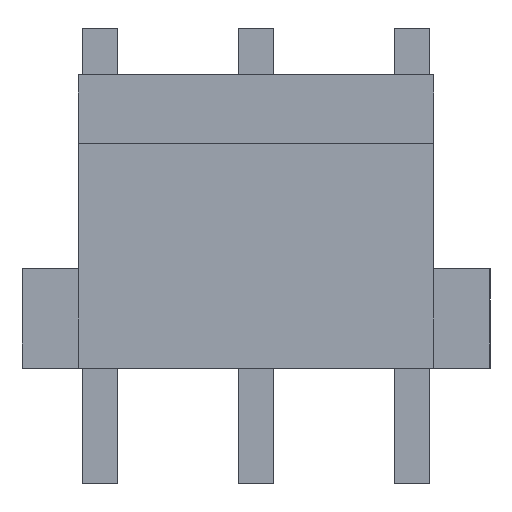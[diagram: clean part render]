
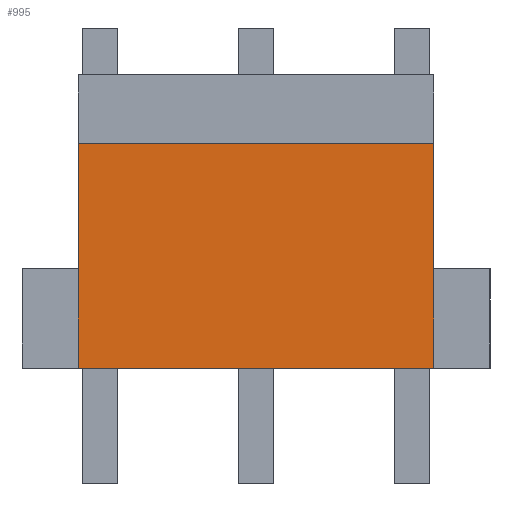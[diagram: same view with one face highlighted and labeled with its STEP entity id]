
A CAD part, top view. The second image highlights one B-rep face of the part: STEP entity #995.
In plain terms, the highlighted planar face has unit normal (0, 0, 1).
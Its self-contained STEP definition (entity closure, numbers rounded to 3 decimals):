
#191 = PLANE ( 'NONE',  #193 ) ;
#192 = DIRECTION ( 'NONE',  ( -1., 0., 0. ) ) ;
#193 = AXIS2_PLACEMENT_3D ( 'NONE', #194, #195, #192 ) ;
#194 = CARTESIAN_POINT ( 'NONE',  ( 7.5, 0., 4.7 ) ) ;
#195 = DIRECTION ( 'NONE',  ( 0., 0., 1. ) ) ;
#373 = CARTESIAN_POINT ( 'NONE',  ( 5.7, 7.2, 4.7 ) ) ;
#374 = DIRECTION ( 'NONE',  ( -1., 0., 0. ) ) ;
#375 = VECTOR ( 'NONE', #374, 1000. ) ;
#376 = CARTESIAN_POINT ( 'NONE',  ( 7.5, 7.2, 4.7 ) ) ;
#377 = LINE ( 'NONE', #376, #375 ) ;
#378 = DIRECTION ( 'NONE',  ( 0., -1., 0. ) ) ;
#379 = VECTOR ( 'NONE', #378, 1000. ) ;
#380 = CARTESIAN_POINT ( 'NONE',  ( 5.7, 0., 4.7 ) ) ;
#381 = LINE ( 'NONE', #380, #379 ) ;
#417 = FACE_OUTER_BOUND ( 'NONE', #991, .T. ) ;
#418 = DIRECTION ( 'NONE',  ( 0., 1., 0. ) ) ;
#419 = VECTOR ( 'NONE', #418, 1000. ) ;
#420 = CARTESIAN_POINT ( 'NONE',  ( -5.7, 0., 4.7 ) ) ;
#421 = LINE ( 'NONE', #420, #419 ) ;
#510 = CARTESIAN_POINT ( 'NONE',  ( -5.7, 0., 4.7 ) ) ;
#511 = DIRECTION ( 'NONE',  ( -1., 0., 0. ) ) ;
#512 = VECTOR ( 'NONE', #511, 1000. ) ;
#513 = CARTESIAN_POINT ( 'NONE',  ( 7.5, 0., 4.7 ) ) ;
#514 = LINE ( 'NONE', #513, #512 ) ;
#515 = CARTESIAN_POINT ( 'NONE',  ( 5.7, 0., 4.7 ) ) ;
#549 = CARTESIAN_POINT ( 'NONE',  ( -5.7, 7.2, 4.7 ) ) ;
#957 = ORIENTED_EDGE ( 'NONE', *, *, #959, .T. ) ;
#958 = EDGE_CURVE ( 'NONE', #960, #1018, #381, .T. ) ;
#959 = EDGE_CURVE ( 'NONE', #960, #1036, #377, .T. ) ;
#960 = VERTEX_POINT ( 'NONE', #373 ) ;
#990 = ORIENTED_EDGE ( 'NONE', *, *, #992, .F. ) ;
#991 = EDGE_LOOP ( 'NONE', ( #990, #993, #994, #957 ) ) ;
#992 = EDGE_CURVE ( 'NONE', #1021, #1036, #421, .T. ) ;
#993 = ORIENTED_EDGE ( 'NONE', *, *, #1020, .F. ) ;
#994 = ORIENTED_EDGE ( 'NONE', *, *, #958, .F. ) ;
#995 = ADVANCED_FACE ( 'NONE', ( #417 ), #191, .T. ) ;
#1018 = VERTEX_POINT ( 'NONE', #515 ) ;
#1020 = EDGE_CURVE ( 'NONE', #1018, #1021, #514, .T. ) ;
#1021 = VERTEX_POINT ( 'NONE', #510 ) ;
#1036 = VERTEX_POINT ( 'NONE', #549 ) ;
